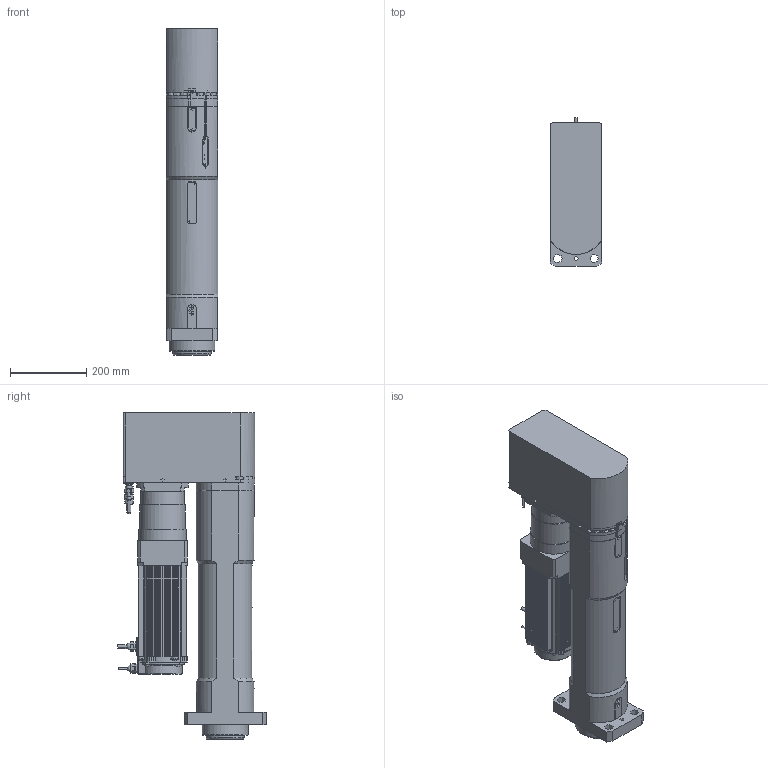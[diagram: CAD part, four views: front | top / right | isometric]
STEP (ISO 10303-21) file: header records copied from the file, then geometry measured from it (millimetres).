
FILE_DESCRIPTION(/* description */ (''),/* implementation_level */ '2;1');
FILE_NAME(/* name */ 'DPS-801R5-20PB(DS-P015)_OUTLINE.stp',/* time_stamp */ '2014-10-17T19:01:30+09:00',/* author */ ('AkihiroKATO'),/* organization */ (''),/* preprocessor_version */ 'ST-DEVELOPER v15.6',/* originating_system */ 'Autodesk Inventor 2015',/* authorisation */ '');
FILE_SCHEMA (('AUTOMOTIVE_DESIGN { 1 0 10303 214 3 1 1 }'));
Length unit declared in the file: millimetre
Products named in the file (3): DPS-801R5-20PB(DS-P015)_OUTLINE; DS-P001-02+A_U
Bounding box: 135 x 388.51 x 855 mm (x, y, z)
Volume: 25744007.3 mm3; surface area: 1374069.7 mm2
Topology: 3 solids, 16 shells, 1199 faces, 3011 edges, 1953 vertices
Faces by surface type: plane 676, cylinder 385, cone 64, bspline 38, torus 25, sphere 11
Full cylindrical faces by diameter (mm): 2.459 x2, 3 x4, 3.242 x7, 4 x5, 4.5 x4, 4.917 x6, 5 x1, 6 x6, 6.6 x4, 6.647 x12, 8 x4, 8.2 x1, 8.376 x4, 8.5 x8, 9 x4, 9.1 x4, 9.3 x1, 10 x2, 10.106 x6, 10.2 x1, 10.6 x1, 11 x5, 12 x7, 12.7 x1, 14 x2, 14.5 x1, 14.7 x1, 18 x9, 20.7 x1, 21.909 x1
Entity records: 38624 total; most frequent: CARTESIAN_POINT 9056, DIRECTION 5982, ORIENTED_EDGE 5574, EDGE_CURVE 2786, AXIS2_PLACEMENT_3D 2154, VERTEX_POINT 1895, LINE 1674, VECTOR 1674
